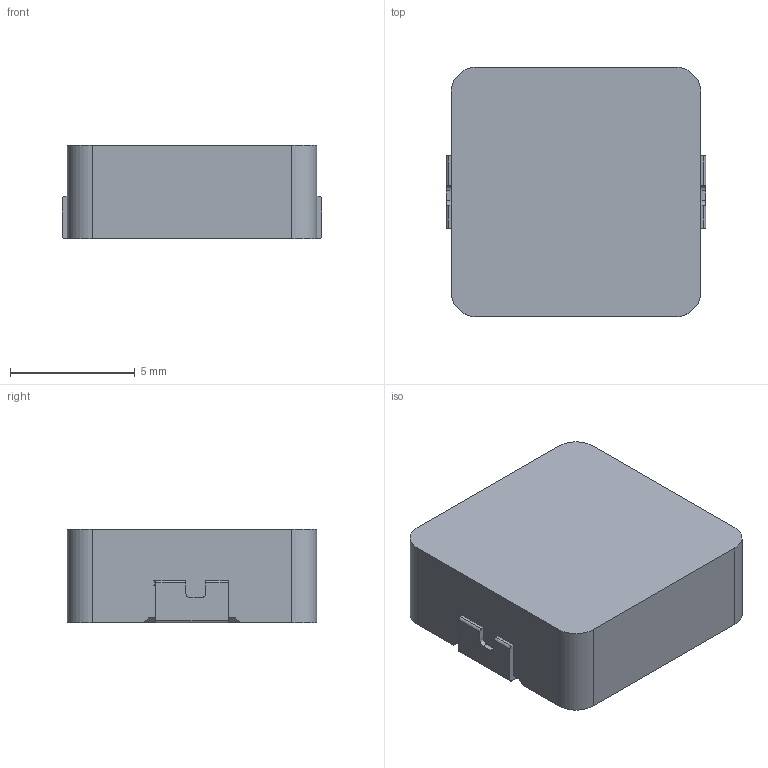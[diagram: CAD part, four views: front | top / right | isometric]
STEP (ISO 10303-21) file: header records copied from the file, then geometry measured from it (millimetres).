
FILE_DESCRIPTION(('FreeCAD Model'),'2;1');
FILE_NAME('Open CASCADE Shape Model','2021-07-24T08:57:00',('Author'),( ''),'Open CASCADE STEP processor 7.5','FreeCAD','Unknown');
FILE_SCHEMA(('AUTOMOTIVE_DESIGN { 1 0 10303 214 1 1 1 1 }'));
Length unit declared in the file: millimetre
Products named in the file (1): Admi867Eoqhh
Bounding box: 10.4 x 10 x 3.75 mm (x, y, z)
Surface area: 663.6 mm2
Topology: 4 solids, 4 shells, 98 faces, 793 edges, 2277 vertices
Faces by surface type: plane 58, cylinder 34, bspline 6
Entity records: 15488 total; most frequent: CARTESIAN_POINT 5876, DIRECTION 1660, LINE 984, VECTOR 984, GEOMETRIC_CURVE_SET 529, ORIENTED_EDGE 526, PCURVE 526, DEFINITIONAL_REPRESENTATION 526
